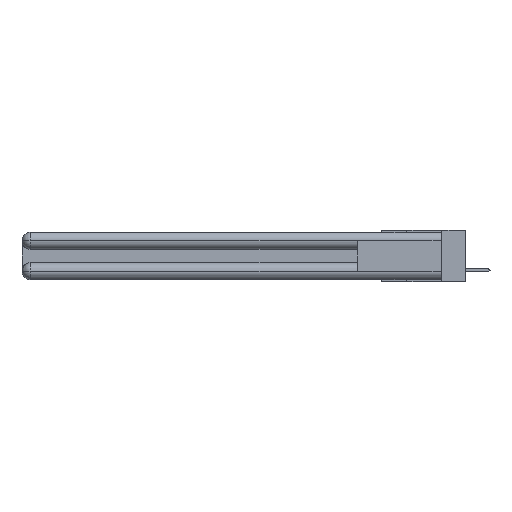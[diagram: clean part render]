
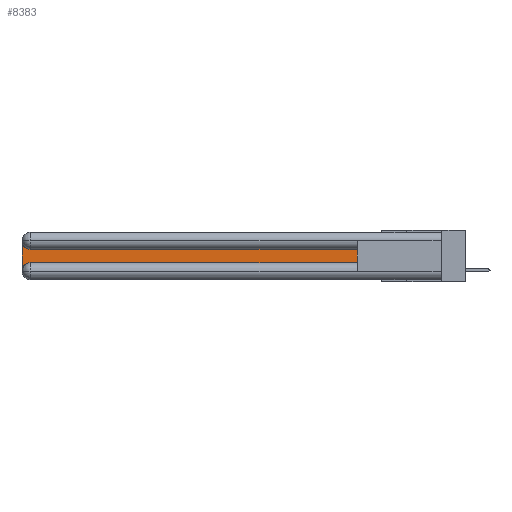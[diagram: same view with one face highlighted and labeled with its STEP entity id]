
A CAD part, left-side view. The second image highlights one B-rep face of the part: STEP entity #8383.
In plain terms, the highlighted planar face has unit normal (-1, 0, 0).
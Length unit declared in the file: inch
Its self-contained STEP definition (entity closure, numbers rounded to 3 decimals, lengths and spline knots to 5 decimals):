
#267 = ORIENTED_EDGE ( 'NONE', *, *, #29786, .T. ) ;
#2836 = LINE ( 'NONE', #8497, #23008 ) ;
#3386 = VERTEX_POINT ( 'NONE', #25832 ) ;
#4662 = CIRCLE ( 'NONE', #22171, 0.06 ) ;
#5037 = ORIENTED_EDGE ( 'NONE', *, *, #16978, .T. ) ;
#5358 = EDGE_CURVE ( 'NONE', #13296, #17751, #2836, .T. ) ;
#5899 = VERTEX_POINT ( 'NONE', #30928 ) ;
#6273 = DIRECTION ( 'NONE',  ( 0., 0., -1. ) ) ;
#7568 = VERTEX_POINT ( 'NONE', #9756 ) ;
#7979 = VECTOR ( 'NONE', #32921, 39.37008 ) ;
#7980 = ORIENTED_EDGE ( 'NONE', *, *, #29024, .T. ) ;
#8383 = ADVANCED_FACE ( 'NONE', ( #12421 ), #22848, .F. ) ;
#8497 = CARTESIAN_POINT ( 'NONE',  ( 0.075, 0.6, -0.2175 ) ) ;
#9468 = DIRECTION ( 'NONE',  ( 0., 0., -1. ) ) ;
#9756 = CARTESIAN_POINT ( 'NONE',  ( 0.075, 2.94, -0.1225 ) ) ;
#9763 = DIRECTION ( 'NONE',  ( 1., 0., 0. ) ) ;
#10589 = LINE ( 'NONE', #19609, #32800 ) ;
#10629 = ORIENTED_EDGE ( 'NONE', *, *, #21228, .T. ) ;
#11450 = DIRECTION ( 'NONE',  ( 0., 1., 0. ) ) ;
#11476 = DIRECTION ( 'NONE',  ( 0., 0., -1. ) ) ;
#11653 = CARTESIAN_POINT ( 'NONE',  ( 0.075, 0.6, -0.2175 ) ) ;
#12038 = VECTOR ( 'NONE', #9468, 39.37008 ) ;
#12250 = EDGE_LOOP ( 'NONE', ( #267, #7980, #25034, #5037, #32732, #10629 ) ) ;
#12421 = FACE_OUTER_BOUND ( 'NONE', #12250, .T. ) ;
#12933 = AXIS2_PLACEMENT_3D ( 'NONE', #17527, #9763, #30541 ) ;
#13057 = CARTESIAN_POINT ( 'NONE',  ( 0.075, 0.6, -0.2175 ) ) ;
#13296 = VERTEX_POINT ( 'NONE', #17263 ) ;
#14576 = CARTESIAN_POINT ( 'NONE',  ( 0.075, 3., -0.2175 ) ) ;
#16228 = CARTESIAN_POINT ( 'NONE',  ( 0.075, 3., -0.2775 ) ) ;
#16978 = EDGE_CURVE ( 'NONE', #29612, #13296, #4662, .T. ) ;
#17263 = CARTESIAN_POINT ( 'NONE',  ( 0.075, 2.94, -0.2175 ) ) ;
#17527 = CARTESIAN_POINT ( 'NONE',  ( 0.075, 3., -0.1225 ) ) ;
#17751 = VERTEX_POINT ( 'NONE', #13057 ) ;
#19609 = CARTESIAN_POINT ( 'NONE',  ( 0.075, 0.6, -0.1225 ) ) ;
#21228 = EDGE_CURVE ( 'NONE', #17751, #5899, #21955, .T. ) ;
#21803 = DIRECTION ( 'NONE',  ( 0., -1., 0. ) ) ;
#21955 = LINE ( 'NONE', #11653, #7979 ) ;
#22171 = AXIS2_PLACEMENT_3D ( 'NONE', #32748, #30209, #11476 ) ;
#22848 = PLANE ( 'NONE',  #12933 ) ;
#23008 = VECTOR ( 'NONE', #21803, 39.37008 ) ;
#23129 = LINE ( 'NONE', #14576, #12038 ) ;
#23431 = CIRCLE ( 'NONE', #31814, 0.06 ) ;
#25034 = ORIENTED_EDGE ( 'NONE', *, *, #27741, .T. ) ;
#25832 = CARTESIAN_POINT ( 'NONE',  ( 0.075, 3., -0.0625 ) ) ;
#27741 = EDGE_CURVE ( 'NONE', #3386, #29612, #23129, .T. ) ;
#29024 = EDGE_CURVE ( 'NONE', #7568, #3386, #23431, .T. ) ;
#29181 = CARTESIAN_POINT ( 'NONE',  ( 0.075, 2.94, -0.0625 ) ) ;
#29612 = VERTEX_POINT ( 'NONE', #16228 ) ;
#29786 = EDGE_CURVE ( 'NONE', #5899, #7568, #10589, .T. ) ;
#30209 = DIRECTION ( 'NONE',  ( 1., 0., 0. ) ) ;
#30541 = DIRECTION ( 'NONE',  ( 0., 0., -1. ) ) ;
#30928 = CARTESIAN_POINT ( 'NONE',  ( 0.075, 0.6, -0.1225 ) ) ;
#31814 = AXIS2_PLACEMENT_3D ( 'NONE', #29181, #31817, #6273 ) ;
#31817 = DIRECTION ( 'NONE',  ( 1., 0., 0. ) ) ;
#32732 = ORIENTED_EDGE ( 'NONE', *, *, #5358, .T. ) ;
#32748 = CARTESIAN_POINT ( 'NONE',  ( 0.075, 2.94, -0.2775 ) ) ;
#32800 = VECTOR ( 'NONE', #11450, 39.37008 ) ;
#32921 = DIRECTION ( 'NONE',  ( 0., 0., 1. ) ) ;
